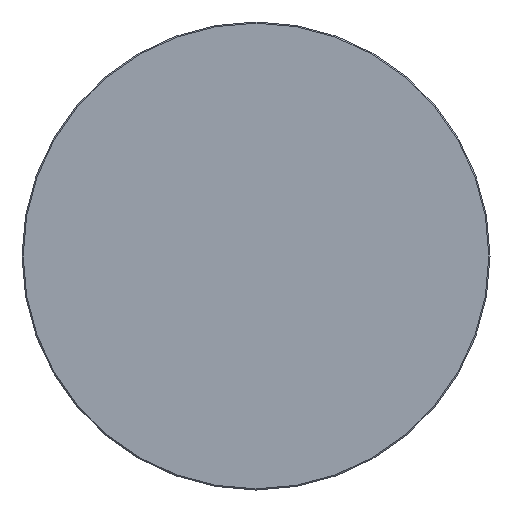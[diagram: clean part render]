
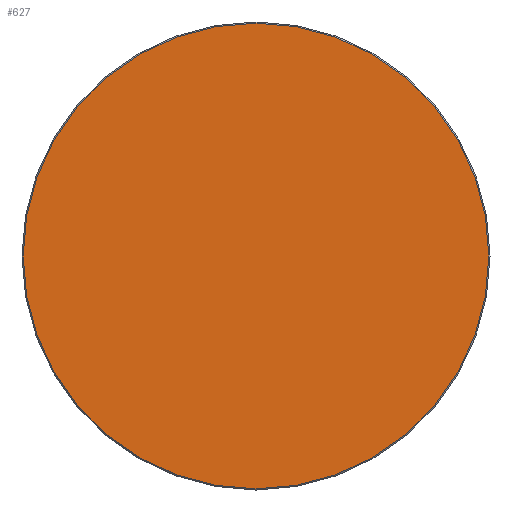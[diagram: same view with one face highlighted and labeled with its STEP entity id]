
A CAD part, left-side view. The second image highlights one B-rep face of the part: STEP entity #627.
In plain terms, the highlighted planar face has unit normal (-1, 0, 0).
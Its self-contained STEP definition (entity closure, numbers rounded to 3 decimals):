
#9 = ORIENTED_EDGE ( 'NONE', *, *, #819, .T. ) ;
#63 = DIRECTION ( 'NONE',  ( 0., 0., 1. ) ) ;
#79 = CARTESIAN_POINT ( 'NONE',  ( 0., 0., 0. ) ) ;
#154 = FACE_OUTER_BOUND ( 'NONE', #873, .T. ) ;
#173 = DIRECTION ( 'NONE',  ( 0., 0., 1. ) ) ;
#178 = DIRECTION ( 'NONE',  ( 1., 0., 0. ) ) ;
#255 = DIRECTION ( 'NONE',  ( -1., 0., 0. ) ) ;
#285 = AXIS2_PLACEMENT_3D ( 'NONE', #1014, #178, #842 ) ;
#404 = DIRECTION ( 'NONE',  ( -1., 0., 0. ) ) ;
#415 = CIRCLE ( 'NONE', #708, 59.7 ) ;
#434 = VERTEX_POINT ( 'NONE', #570 ) ;
#457 = VERTEX_POINT ( 'NONE', #742 ) ;
#495 = ORIENTED_EDGE ( 'NONE', *, *, #947, .T. ) ;
#542 = AXIS2_PLACEMENT_3D ( 'NONE', #1098, #255, #173 ) ;
#570 = CARTESIAN_POINT ( 'NONE',  ( 0., 0., 59.7 ) ) ;
#590 = PLANE ( 'NONE',  #285 ) ;
#627 = ADVANCED_FACE ( 'NONE', ( #154 ), #590, .F. ) ;
#708 = AXIS2_PLACEMENT_3D ( 'NONE', #79, #404, #63 ) ;
#742 = CARTESIAN_POINT ( 'NONE',  ( 0., 0., -59.7 ) ) ;
#751 = CIRCLE ( 'NONE', #542, 59.7 ) ;
#819 = EDGE_CURVE ( 'NONE', #434, #457, #415, .T. ) ;
#842 = DIRECTION ( 'NONE',  ( 0., 0., -1. ) ) ;
#873 = EDGE_LOOP ( 'NONE', ( #495, #9 ) ) ;
#947 = EDGE_CURVE ( 'NONE', #457, #434, #751, .T. ) ;
#1014 = CARTESIAN_POINT ( 'NONE',  ( 0., 0., 0. ) ) ;
#1098 = CARTESIAN_POINT ( 'NONE',  ( 0., 0., 0. ) ) ;
